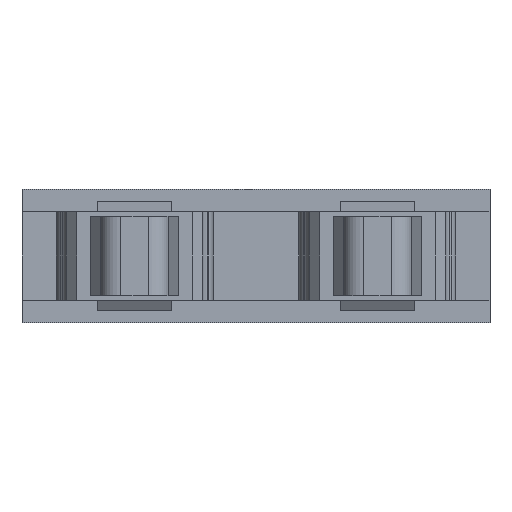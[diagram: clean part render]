
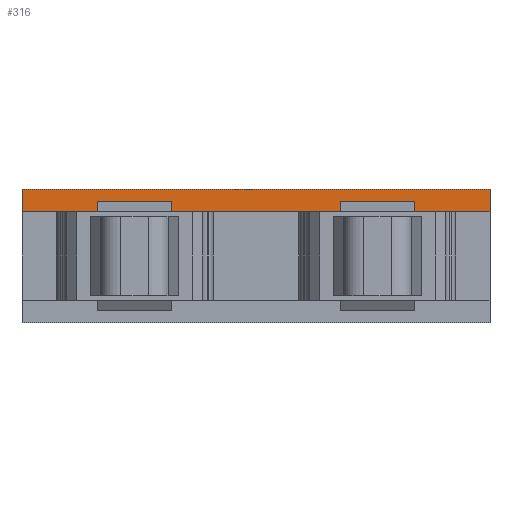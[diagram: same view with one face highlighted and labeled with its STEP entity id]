
A CAD part, front view. The second image highlights one B-rep face of the part: STEP entity #316.
In plain terms, the highlighted planar face has unit normal (0, -1, 0).
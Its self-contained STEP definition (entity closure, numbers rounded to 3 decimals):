
#70 = EDGE_CURVE ( 'NONE', #2677, #2612, #646, .T. ) ;
#149 = EDGE_CURVE ( 'NONE', #2612, #2736, #900, .T. ) ;
#160 = EDGE_CURVE ( 'NONE', #2667, #2736, #943, .T. ) ;
#177 = EDGE_CURVE ( 'NONE', #2667, #2677, #976, .T. ) ;
#316 = ADVANCED_FACE ( 'NONE', ( #406 ), #414, .T. ) ;
#406 = FACE_OUTER_BOUND ( 'NONE', #2538, .T. ) ;
#414 = PLANE ( 'NONE',  #1820 ) ;
#435 = DIRECTION ( 'NONE',  ( 0., 0., -1. ) ) ;
#437 = DIRECTION ( 'NONE',  ( 0., -1., 0. ) ) ;
#448 = CARTESIAN_POINT ( 'NONE',  ( 1139.194, 672.908, -0.75 ) ) ;
#506 = CARTESIAN_POINT ( 'NONE',  ( 1139.194, 672.908, 3.75 ) ) ;
#595 = CARTESIAN_POINT ( 'NONE',  ( 1154.994, 672.908, 3. ) ) ;
#598 = CARTESIAN_POINT ( 'NONE',  ( 1154.994, 672.908, 3.75 ) ) ;
#642 = CARTESIAN_POINT ( 'NONE',  ( 1139.194, 672.908, 3.75 ) ) ;
#646 = LINE ( 'NONE', #642, #1554 ) ;
#654 = DIRECTION ( 'NONE',  ( -1., 0., 0. ) ) ;
#868 = CARTESIAN_POINT ( 'NONE',  ( 1139.194, 672.908, -0.75 ) ) ;
#874 = DIRECTION ( 'NONE',  ( 0., 0., -1. ) ) ;
#900 = LINE ( 'NONE', #868, #1664 ) ;
#906 = DIRECTION ( 'NONE',  ( -1., 0., 0. ) ) ;
#936 = CARTESIAN_POINT ( 'NONE',  ( 1145.144, 672.908, 3. ) ) ;
#943 = LINE ( 'NONE', #936, #1683 ) ;
#949 = CARTESIAN_POINT ( 'NONE',  ( 1154.994, 672.908, -0.75 ) ) ;
#962 = DIRECTION ( 'NONE',  ( 0., 0., 1. ) ) ;
#976 = LINE ( 'NONE', #949, #1661 ) ;
#1554 = VECTOR ( 'NONE', #654, 1000. ) ;
#1661 = VECTOR ( 'NONE', #962, 1000. ) ;
#1664 = VECTOR ( 'NONE', #874, 1000. ) ;
#1683 = VECTOR ( 'NONE', #906, 1000. ) ;
#1820 = AXIS2_PLACEMENT_3D ( 'NONE', #448, #437, #435 ) ;
#1886 = CARTESIAN_POINT ( 'NONE',  ( 1139.194, 672.908, 3. ) ) ;
#2214 = ORIENTED_EDGE ( 'NONE', *, *, #70, .T. ) ;
#2216 = ORIENTED_EDGE ( 'NONE', *, *, #177, .T. ) ;
#2233 = ORIENTED_EDGE ( 'NONE', *, *, #149, .T. ) ;
#2256 = ORIENTED_EDGE ( 'NONE', *, *, #160, .F. ) ;
#2538 = EDGE_LOOP ( 'NONE', ( #2216, #2214, #2233, #2256 ) ) ;
#2612 = VERTEX_POINT ( 'NONE', #506 ) ;
#2667 = VERTEX_POINT ( 'NONE', #595 ) ;
#2677 = VERTEX_POINT ( 'NONE', #598 ) ;
#2736 = VERTEX_POINT ( 'NONE', #1886 ) ;
